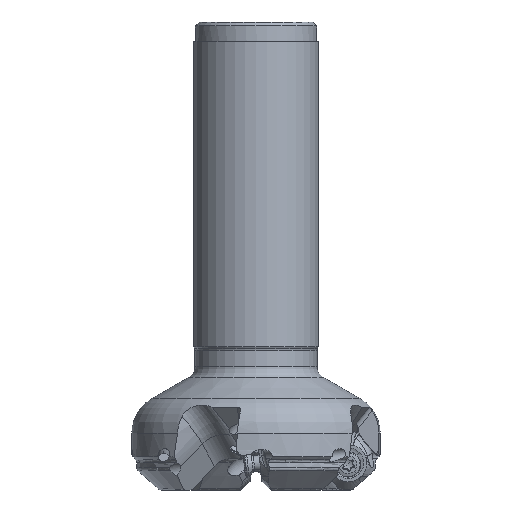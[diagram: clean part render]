
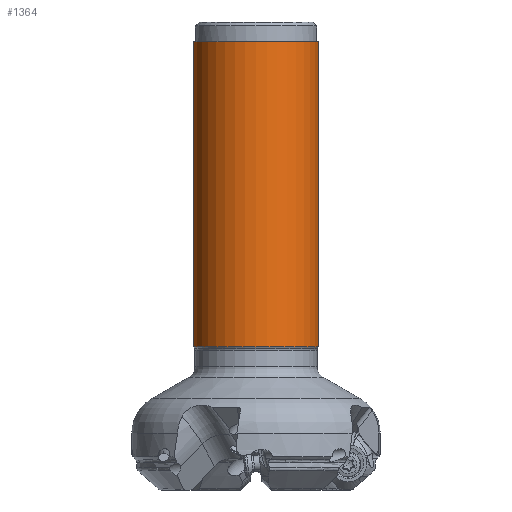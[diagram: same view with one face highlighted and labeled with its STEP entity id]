
A CAD part, front view. The second image highlights one B-rep face of the part: STEP entity #1364.
In plain terms, the highlighted cylindrical face has radius 15.875 mm (diameter 31.75 mm), a partial arc.
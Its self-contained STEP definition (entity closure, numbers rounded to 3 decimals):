
#507=LINE('',#14906,#924);
#508=LINE('',#14910,#925);
#924=VECTOR('',#12169,1.);
#925=VECTOR('',#12172,1.);
#1364=ADVANCED_FACE('',(#2206),#1956,.T.);
#1956=CYLINDRICAL_SURFACE('',#11030,15.875);
#2206=FACE_OUTER_BOUND('',#2804,.T.);
#2804=EDGE_LOOP('',(#3960,#3961,#3962,#3963));
#3432=CIRCLE('',#11027,15.875);
#3433=CIRCLE('',#11029,15.875);
#3960=ORIENTED_EDGE('',*,*,#8373,.F.);
#3961=ORIENTED_EDGE('',*,*,#8374,.T.);
#3962=ORIENTED_EDGE('',*,*,#8375,.F.);
#3963=ORIENTED_EDGE('',*,*,#8376,.F.);
#7271=VERTEX_POINT('',#14899);
#7272=VERTEX_POINT('',#14900);
#7273=VERTEX_POINT('',#14907);
#7274=VERTEX_POINT('',#14909);
#8373=EDGE_CURVE('',#7272,#7271,#3432,.T.);
#8374=EDGE_CURVE('',#7272,#7273,#507,.T.);
#8375=EDGE_CURVE('',#7274,#7273,#3433,.T.);
#8376=EDGE_CURVE('',#7271,#7274,#508,.T.);
#11027=AXIS2_PLACEMENT_3D('',#14904,#12165,#12166);
#11029=AXIS2_PLACEMENT_3D('',#14908,#12170,#12171);
#11030=AXIS2_PLACEMENT_3D('',#14911,#12173,#12174);
#12165=DIRECTION('',(0.,0.,-1.));
#12166=DIRECTION('',(1.,0.,0.));
#12169=DIRECTION('',(0.,0.,1.));
#12170=DIRECTION('',(0.,0.,1.));
#12171=DIRECTION('',(-1.,0.,0.));
#12172=DIRECTION('',(0.,0.,1.));
#12173=DIRECTION('',(0.,0.,1.));
#12174=DIRECTION('',(-1.,0.,0.));
#14899=CARTESIAN_POINT('',(-15.875,0.,-39.687));
#14900=CARTESIAN_POINT('',(15.875,0.,-39.687));
#14904=CARTESIAN_POINT('',(0.,0.,-39.687));
#14906=CARTESIAN_POINT('',(15.875,0.,-39.687));
#14907=CARTESIAN_POINT('',(15.875,0.,37.863));
#14908=CARTESIAN_POINT('',(0.,0.,37.863));
#14909=CARTESIAN_POINT('',(-15.875,0.,37.863));
#14910=CARTESIAN_POINT('',(-15.875,0.,-39.687));
#14911=CARTESIAN_POINT('',(0.,0.,-77.788));
